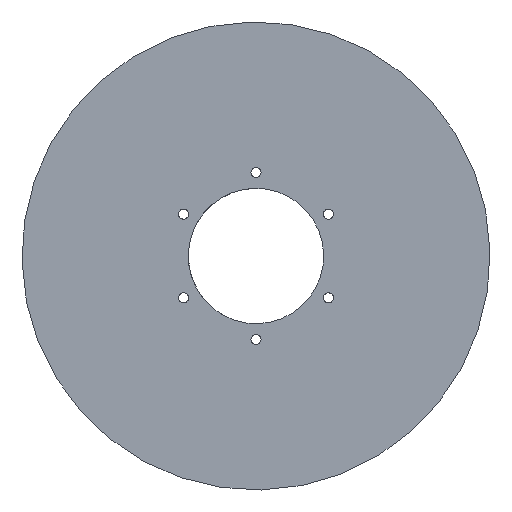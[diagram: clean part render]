
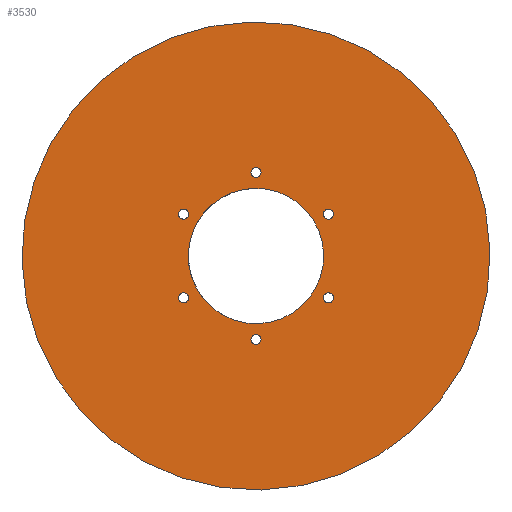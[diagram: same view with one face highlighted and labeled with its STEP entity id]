
A CAD part, front view. The second image highlights one B-rep face of the part: STEP entity #3530.
In plain terms, the highlighted planar face has unit normal (0, -1, 0).
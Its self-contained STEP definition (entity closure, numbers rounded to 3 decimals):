
#60=CARTESIAN_POINT('',(0.,-2.5,0.));
#70=DIRECTION('',(-0.,1.,0.));
#80=DIRECTION('',(0.479,0.,0.878));
#90=AXIS2_PLACEMENT_3D('',#60,#70,#80);
#100=CIRCLE('',#90,40.5);
#110=CARTESIAN_POINT('',(-40.5,-2.5,0.));
#120=VERTEX_POINT('',#110);
#130=CARTESIAN_POINT('',(19.417,-2.5,35.542));
#140=VERTEX_POINT('',#130);
#150=EDGE_CURVE('',#120,#140,#100,.T.);
#380=CARTESIAN_POINT('',(-19.417,-2.5,-35.542));
#390=VERTEX_POINT('',#380);
#420=EDGE_CURVE('',#390,#120,#100,.T.);
#560=CARTESIAN_POINT('',(44.862,-2.5,-27.562));
#570=VERTEX_POINT('',#560);
#620=CARTESIAN_POINT('',(43.301,-2.5,-25.));
#630=DIRECTION('',(0.,1.,0.));
#640=DIRECTION('',(-0.52,0.,0.854));
#650=AXIS2_PLACEMENT_3D('',#620,#630,#640);
#660=CIRCLE('',#650,3.);
#670=CARTESIAN_POINT('',(41.74,-2.5,-22.438));
#680=VERTEX_POINT('',#670);
#690=EDGE_CURVE('',#570,#680,#660,.T.);
#2040=CARTESIAN_POINT('',(-67.12,-2.5,-122.862));
#2050=VERTEX_POINT('',#2040);
#2130=CARTESIAN_POINT('',(67.12,-2.5,122.862));
#2140=VERTEX_POINT('',#2130);
#2170=CARTESIAN_POINT('',(0.,-2.5,0.));
#2180=DIRECTION('',(0.,-1.,0.));
#2190=DIRECTION('',(0.479,0.,0.878));
#2200=AXIS2_PLACEMENT_3D('',#2170,#2180,#2190);
#2210=CIRCLE('',#2200,140.);
#2220=EDGE_CURVE('',#2140,#2050,#2210,.T.);
#2360=CARTESIAN_POINT('',(46.3,-2.5,25.071));
#2370=VERTEX_POINT('',#2360);
#2400=CARTESIAN_POINT('',(43.301,-2.5,25.));
#2410=DIRECTION('',(0.,1.,0.));
#2420=DIRECTION('',(-1.,0.,-0.024));
#2430=AXIS2_PLACEMENT_3D('',#2400,#2410,#2420);
#2440=CIRCLE('',#2430,3.);
#2450=CARTESIAN_POINT('',(40.302,-2.5,24.929));
#2460=VERTEX_POINT('',#2450);
#2470=EDGE_CURVE('',#2370,#2460,#2440,.T.);
#2590=CARTESIAN_POINT('',(0.,-2.5,40.5));
#2600=DIRECTION('',(0.,1.,0.));
#2610=DIRECTION('',(1.,0.,0.));
#2620=AXIS2_PLACEMENT_3D('',#2590,#2600,#2610);
#2630=PLANE('',#2620);
#2640=EDGE_CURVE('',#2050,#2140,#2210,.T.);
#2650=ORIENTED_EDGE('',*,*,#2640,.T.);
#2660=ORIENTED_EDGE('',*,*,#2220,.T.);
#2670=EDGE_LOOP('',(#2660,#2650));
#2680=FACE_OUTER_BOUND('',#2670,.T.);
#2690=EDGE_CURVE('',#140,#390,#100,.T.);
#2700=ORIENTED_EDGE('',*,*,#2690,.T.);
#2710=ORIENTED_EDGE('',*,*,#150,.T.);
#2720=ORIENTED_EDGE('',*,*,#420,.T.);
#2730=EDGE_LOOP('',(#2720,#2710,#2700));
#2740=FACE_BOUND('',#2730,.T.);
#2750=CARTESIAN_POINT('',(-43.301,-2.5,25.));
#2760=DIRECTION('',(0.,1.,0.));
#2770=DIRECTION('',(0.52,0.,-0.854));
#2780=AXIS2_PLACEMENT_3D('',#2750,#2760,#2770);
#2790=CIRCLE('',#2780,3.);
#2800=CARTESIAN_POINT('',(-44.862,-2.5,27.562));
#2810=VERTEX_POINT('',#2800);
#2820=CARTESIAN_POINT('',(-41.74,-2.5,22.438));
#2830=VERTEX_POINT('',#2820);
#2840=EDGE_CURVE('',#2810,#2830,#2790,.T.);
#2850=ORIENTED_EDGE('',*,*,#2840,.T.);
#2860=EDGE_CURVE('',#2830,#2810,#2790,.T.);
#2870=ORIENTED_EDGE('',*,*,#2860,.T.);
#2880=EDGE_LOOP('',(#2870,#2850));
#2890=FACE_BOUND('',#2880,.T.);
#2900=CARTESIAN_POINT('',(0.,-2.5,50.));
#2910=DIRECTION('',(0.,1.,0.));
#2920=DIRECTION('',(-0.479,0.,-0.878));
#2930=AXIS2_PLACEMENT_3D('',#2900,#2910,#2920);
#2940=CIRCLE('',#2930,3.);
#2950=CARTESIAN_POINT('',(1.438,-2.5,52.633));
#2960=VERTEX_POINT('',#2950);
#2970=CARTESIAN_POINT('',(-1.438,-2.5,47.367));
#2980=VERTEX_POINT('',#2970);
#2990=EDGE_CURVE('',#2960,#2980,#2940,.T.);
#3000=ORIENTED_EDGE('',*,*,#2990,.T.);
#3010=EDGE_CURVE('',#2980,#2960,#2940,.T.);
#3020=ORIENTED_EDGE('',*,*,#3010,.T.);
#3030=EDGE_LOOP('',(#3020,#3000));
#3040=FACE_BOUND('',#3030,.T.);
#3050=ORIENTED_EDGE('',*,*,#2470,.T.);
#3060=EDGE_CURVE('',#2460,#2370,#2440,.T.);
#3070=ORIENTED_EDGE('',*,*,#3060,.T.);
#3080=EDGE_LOOP('',(#3070,#3050));
#3090=FACE_BOUND('',#3080,.T.);
#3100=ORIENTED_EDGE('',*,*,#690,.T.);
#3110=EDGE_CURVE('',#680,#570,#660,.T.);
#3120=ORIENTED_EDGE('',*,*,#3110,.T.);
#3130=EDGE_LOOP('',(#3120,#3100));
#3140=FACE_BOUND('',#3130,.T.);
#3150=CARTESIAN_POINT('',(0.,-2.5,-50.));
#3160=DIRECTION('',(-0.,1.,0.));
#3170=DIRECTION('',(0.479,0.,0.878));
#3180=AXIS2_PLACEMENT_3D('',#3150,#3160,#3170);
#3190=CIRCLE('',#3180,3.);
#3200=CARTESIAN_POINT('',(1.438,-2.5,-47.367));
#3210=VERTEX_POINT('',#3200);
#3220=CARTESIAN_POINT('',(-1.438,-2.5,-52.633));
#3230=VERTEX_POINT('',#3220);
#3240=EDGE_CURVE('',#3210,#3230,#3190,.T.);
#3250=ORIENTED_EDGE('',*,*,#3240,.T.);
#3260=CARTESIAN_POINT('',(-3.,-2.5,-50.));
#3270=VERTEX_POINT('',#3260);
#3280=EDGE_CURVE('',#3270,#3210,#3190,.T.);
#3290=ORIENTED_EDGE('',*,*,#3280,.T.);
#3300=EDGE_CURVE('',#3230,#3270,#3190,.T.);
#3310=ORIENTED_EDGE('',*,*,#3300,.T.);
#3320=EDGE_LOOP('',(#3310,#3290,#3250));
#3330=FACE_BOUND('',#3320,.T.);
#3340=CARTESIAN_POINT('',(-43.301,-2.5,-25.));
#3350=DIRECTION('',(-0.,1.,0.));
#3360=DIRECTION('',(1.,0.,0.024));
#3370=AXIS2_PLACEMENT_3D('',#3340,#3350,#3360);
#3380=CIRCLE('',#3370,3.);
#3390=CARTESIAN_POINT('',(-40.302,-2.5,-24.929));
#3400=VERTEX_POINT('',#3390);
#3410=CARTESIAN_POINT('',(-46.3,-2.5,-25.071));
#3420=VERTEX_POINT('',#3410);
#3430=EDGE_CURVE('',#3400,#3420,#3380,.T.);
#3440=ORIENTED_EDGE('',*,*,#3430,.T.);
#3450=CARTESIAN_POINT('',(-46.301,-2.5,-25.));
#3460=VERTEX_POINT('',#3450);
#3470=EDGE_CURVE('',#3460,#3400,#3380,.T.);
#3480=ORIENTED_EDGE('',*,*,#3470,.T.);
#3490=EDGE_CURVE('',#3420,#3460,#3380,.T.);
#3500=ORIENTED_EDGE('',*,*,#3490,.T.);
#3510=EDGE_LOOP('',(#3500,#3480,#3440));
#3520=FACE_BOUND('',#3510,.T.);
#3530=ADVANCED_FACE('',(#2680,#2740,#2890,#3040,#3090,#3140,#3330,#3520)
,#2630,.F.);
